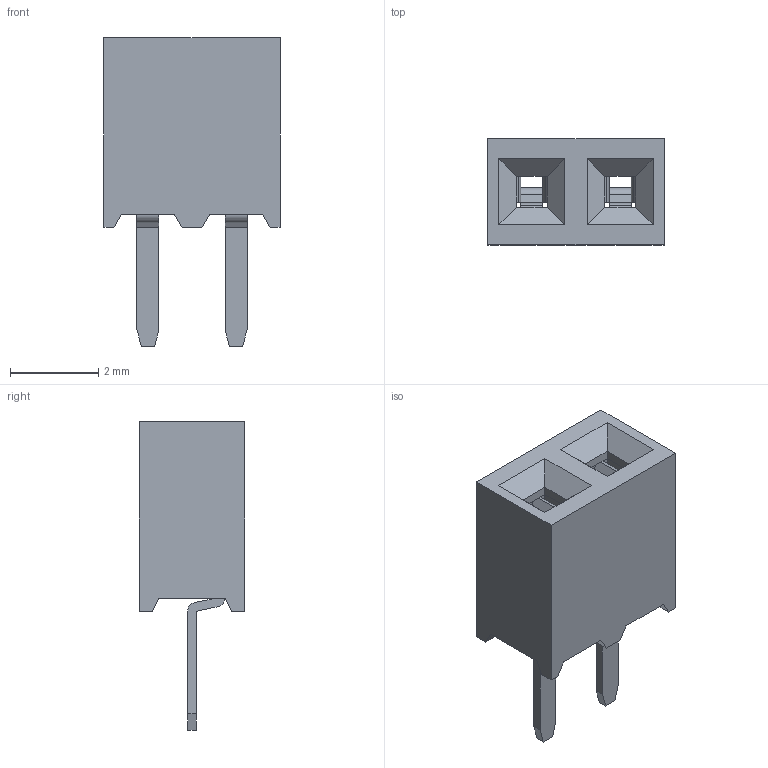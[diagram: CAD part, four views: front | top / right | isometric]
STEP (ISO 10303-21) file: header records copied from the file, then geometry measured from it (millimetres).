
FILE_DESCRIPTION(('STEP AP214'), '1');
FILE_NAME('PBS2', '', ('UNSPECIFIED'), ('UNSPECIFIED'), 'ASCON STEP Converter 1.6', 'ASCON Math Kernel', '');
FILE_SCHEMA(('AUTOMOTIVE_DESIGN { 1 0 10303 214 3 1 1}'));
Length unit declared in the file: millimetre
Bounding box: 4 x 2.4 x 7 mm (x, y, z)
Volume: 26.7 mm3; surface area: 170.8 mm2
Topology: 3 solids, 3 shells, 176 faces, 446 edges, 276 vertices
Faces by surface type: plane 146, cylinder 30
Entity records: 6658 total; most frequent: CARTESIAN_POINT 915, ORIENTED_EDGE 892, DIRECTION 860, EDGE_CURVE 446, LINE 386, VECTOR 386, VERTEX_POINT 292, AXIS2_PLACEMENT_3D 237
